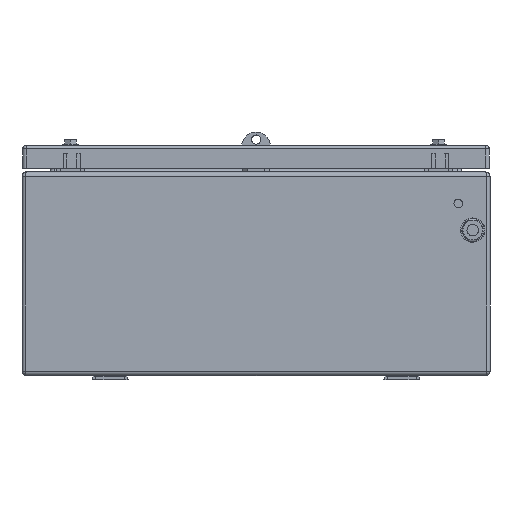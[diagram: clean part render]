
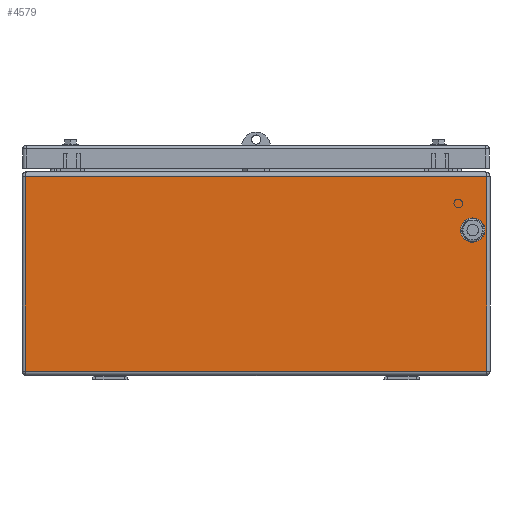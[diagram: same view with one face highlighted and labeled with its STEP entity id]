
A CAD part, left-side view. The second image highlights one B-rep face of the part: STEP entity #4579.
In plain terms, the highlighted planar face has unit normal (-1, 0, 0).
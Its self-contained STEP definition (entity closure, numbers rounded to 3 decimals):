
#4222=AXIS2_PLACEMENT_3D('Circle Axis2P3D',#4220,#4221,$) ;
#4270=AXIS2_PLACEMENT_3D('Circle Axis2P3D',#4268,#4269,$) ;
#4546=AXIS2_PLACEMENT_3D('Plane Axis2P3D',#4543,#4544,#4545) ;
#3962=CARTESIAN_POINT('Vertex',(25.5,3.,176.5)) ;
#3975=CARTESIAN_POINT('Vertex',(25.5,403.,176.5)) ;
#3978=CARTESIAN_POINT('Line Origine',(25.5,203.,176.5)) ;
#4217=CARTESIAN_POINT('Vertex',(25.5,9.85,134.96)) ;
#4220=CARTESIAN_POINT('Axis2P3D Location',(25.5,15.,130.)) ;
#4224=CARTESIAN_POINT('Vertex',(25.5,20.15,134.96)) ;
#4244=CARTESIAN_POINT('Line Origine',(25.5,20.15,130.)) ;
#4248=CARTESIAN_POINT('Vertex',(25.5,20.15,125.04)) ;
#4268=CARTESIAN_POINT('Axis2P3D Location',(25.5,15.,130.)) ;
#4272=CARTESIAN_POINT('Vertex',(25.5,9.85,125.04)) ;
#4292=CARTESIAN_POINT('Line Origine',(25.5,9.85,130.)) ;
#4543=CARTESIAN_POINT('Axis2P3D Location',(25.5,406.,180.5)) ;
#4548=CARTESIAN_POINT('Line Origine',(25.5,403.,92.)) ;
#4552=CARTESIAN_POINT('Vertex',(25.5,403.,7.5)) ;
#4555=CARTESIAN_POINT('Line Origine',(25.5,203.,7.5)) ;
#4559=CARTESIAN_POINT('Vertex',(25.5,3.,7.5)) ;
#4562=CARTESIAN_POINT('Line Origine',(25.5,3.,92.)) ;
#3979=DIRECTION('Vector Direction',(0.,-1.,0.)) ;
#4221=DIRECTION('Axis2P3D Direction',(-1.,0.,0.)) ;
#4245=DIRECTION('Vector Direction',(0.,0.,-1.)) ;
#4269=DIRECTION('Axis2P3D Direction',(-1.,0.,0.)) ;
#4293=DIRECTION('Vector Direction',(0.,0.,1.)) ;
#4544=DIRECTION('Axis2P3D Direction',(1.,0.,0.)) ;
#4545=DIRECTION('Axis2P3D XDirection',(0.,1.,0.)) ;
#4549=DIRECTION('Vector Direction',(0.,0.,-1.)) ;
#4556=DIRECTION('Vector Direction',(0.,-1.,0.)) ;
#4563=DIRECTION('Vector Direction',(0.,0.,1.)) ;
#3980=VECTOR('Line Direction',#3979,1.) ;
#4246=VECTOR('Line Direction',#4245,1.) ;
#4294=VECTOR('Line Direction',#4293,1.) ;
#4550=VECTOR('Line Direction',#4549,1.) ;
#4557=VECTOR('Line Direction',#4556,1.) ;
#4564=VECTOR('Line Direction',#4563,1.) ;
#4568=ORIENTED_EDGE('',*,*,#4554,.T.) ;
#4569=ORIENTED_EDGE('',*,*,#4561,.T.) ;
#4570=ORIENTED_EDGE('',*,*,#4566,.T.) ;
#4571=ORIENTED_EDGE('',*,*,#3982,.T.) ;
#4574=ORIENTED_EDGE('',*,*,#4250,.F.) ;
#4575=ORIENTED_EDGE('',*,*,#4226,.F.) ;
#4576=ORIENTED_EDGE('',*,*,#4296,.F.) ;
#4577=ORIENTED_EDGE('',*,*,#4274,.F.) ;
#4578=FACE_BOUND('',#4573,.T.) ;
#4579=ADVANCED_FACE('40797_ASM_GH_KTB_MH_XXXxXXXxXXX_YGP_S3D-1/GH-1-solid1',(#4572,#4578),#4547,.F.) ;
#4223=CIRCLE('generated circle',#4222,7.15) ;
#4271=CIRCLE('generated circle',#4270,7.15) ;
#3982=EDGE_CURVE('',#3963,#3976,#3981,.F.) ;
#4226=EDGE_CURVE('',#4218,#4225,#4223,.T.) ;
#4250=EDGE_CURVE('',#4225,#4249,#4247,.T.) ;
#4274=EDGE_CURVE('',#4249,#4273,#4271,.T.) ;
#4296=EDGE_CURVE('',#4273,#4218,#4295,.T.) ;
#4554=EDGE_CURVE('',#3976,#4553,#4551,.T.) ;
#4561=EDGE_CURVE('',#4553,#4560,#4558,.T.) ;
#4566=EDGE_CURVE('',#4560,#3963,#4565,.T.) ;
#4567=EDGE_LOOP('',(#4568,#4569,#4570,#4571)) ;
#4573=EDGE_LOOP('',(#4574,#4575,#4576,#4577)) ;
#4572=FACE_OUTER_BOUND('',#4567,.T.) ;
#3981=LINE('Line',#3978,#3980) ;
#4247=LINE('Line',#4244,#4246) ;
#4295=LINE('Line',#4292,#4294) ;
#4551=LINE('Line',#4548,#4550) ;
#4558=LINE('Line',#4555,#4557) ;
#4565=LINE('Line',#4562,#4564) ;
#4547=PLANE('',#4546) ;
#3963=VERTEX_POINT('',#3962) ;
#3976=VERTEX_POINT('',#3975) ;
#4218=VERTEX_POINT('',#4217) ;
#4225=VERTEX_POINT('',#4224) ;
#4249=VERTEX_POINT('',#4248) ;
#4273=VERTEX_POINT('',#4272) ;
#4553=VERTEX_POINT('',#4552) ;
#4560=VERTEX_POINT('',#4559) ;
